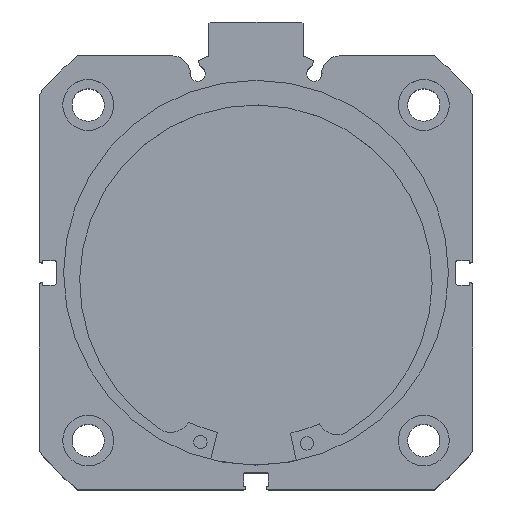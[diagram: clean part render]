
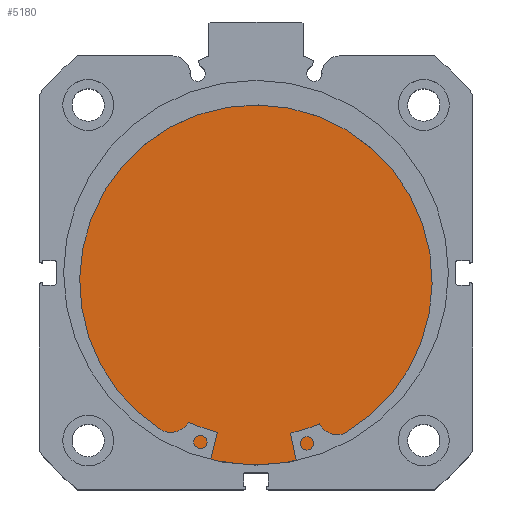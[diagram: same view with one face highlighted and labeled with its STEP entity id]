
A CAD part, top view. The second image highlights one B-rep face of the part: STEP entity #5180.
In plain terms, the highlighted face is planar.
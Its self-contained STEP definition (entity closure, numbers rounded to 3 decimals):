
#296 = CARTESIAN_POINT ( 'NONE',  ( 13., 0., 0. ) ) ;
#297 = DIRECTION ( 'NONE',  ( -1., 0., 0. ) ) ;
#298 = DIRECTION ( 'NONE',  ( 0., 0., 1. ) ) ;
#310 = CARTESIAN_POINT ( 'NONE',  ( 13., 0., 0. ) ) ;
#318 = DIRECTION ( 'NONE',  ( -1., 0., 0. ) ) ;
#319 = DIRECTION ( 'NONE',  ( 0., 0., 1. ) ) ;
#1318 = AXIS2_PLACEMENT_3D ( 'NONE', #296, #297, #298 ) ;
#1324 = AXIS2_PLACEMENT_3D ( 'NONE', #310, #318, #319 ) ;
#1548 = CARTESIAN_POINT ( 'NONE',  ( 13., 0., -51. ) ) ;
#1676 = CARTESIAN_POINT ( 'NONE',  ( 13., 0., 51. ) ) ;
#2185 = DIRECTION ( 'NONE',  ( 0., 0., 1. ) ) ;
#2188 = DIRECTION ( 'NONE',  ( -1., 0., 0. ) ) ;
#2203 = PLANE ( 'NONE',  #6959 ) ;
#2206 = CARTESIAN_POINT ( 'NONE',  ( 13., 51., 0. ) ) ;
#2823 = ORIENTED_EDGE ( 'NONE', *, *, #5571, .F. ) ;
#2824 = ORIENTED_EDGE ( 'NONE', *, *, #5578, .F. ) ;
#2988 = EDGE_LOOP ( 'NONE', ( #2823, #2824 ) ) ;
#3501 = FACE_OUTER_BOUND ( 'NONE', #2988, .T. ) ;
#4318 = CIRCLE ( 'NONE', #1318, 51. ) ;
#4327 = CIRCLE ( 'NONE', #1324, 51. ) ;
#5180 = ADVANCED_FACE ( 'NONE', ( #3501 ), #2203, .F. ) ;
#5571 = EDGE_CURVE ( 'NONE', #6615, #6177, #4318, .T. ) ;
#5578 = EDGE_CURVE ( 'NONE', #6177, #6615, #4327, .T. ) ;
#6177 = VERTEX_POINT ( 'NONE', #1548 ) ;
#6615 = VERTEX_POINT ( 'NONE', #1676 ) ;
#6959 = AXIS2_PLACEMENT_3D ( 'NONE', #2206, #2188, #2185 ) ;
